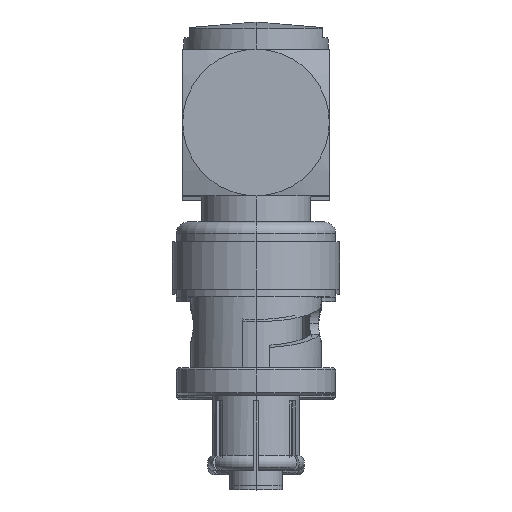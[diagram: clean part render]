
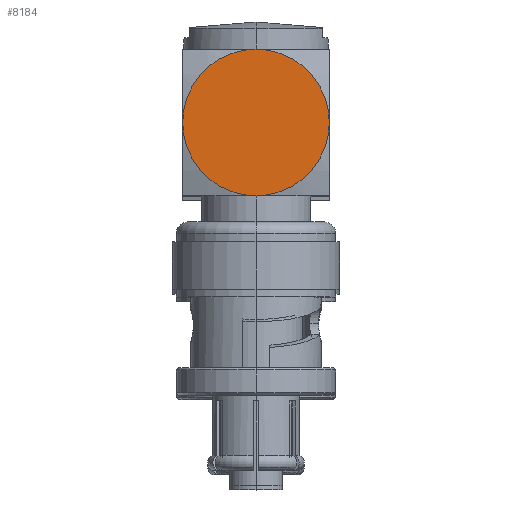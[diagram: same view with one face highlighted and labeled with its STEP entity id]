
A CAD part, top view. The second image highlights one B-rep face of the part: STEP entity #8184.
In plain terms, the highlighted face is planar.
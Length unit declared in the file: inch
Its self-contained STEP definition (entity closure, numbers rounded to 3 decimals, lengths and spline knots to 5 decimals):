
#18 = VERTEX_POINT ( 'NONE', #1820 ) ;
#120 = CARTESIAN_POINT ( 'NONE',  ( -0.25, 0., 0. ) ) ;
#516 = EDGE_CURVE ( 'NONE', #3663, #3781, #535, .T. ) ;
#535 = CIRCLE ( 'NONE', #7346, 0.25 ) ;
#692 = EDGE_CURVE ( 'NONE', #3781, #3927, #7776, .T. ) ;
#948 = ORIENTED_EDGE ( 'NONE', *, *, #1366, .T. ) ;
#1366 = EDGE_CURVE ( 'NONE', #3927, #18, #5198, .T. ) ;
#1538 = AXIS2_PLACEMENT_3D ( 'NONE', #6704, #7386, #2834 ) ;
#1820 = CARTESIAN_POINT ( 'NONE',  ( -0.25, 0., 0.25 ) ) ;
#1972 = CARTESIAN_POINT ( 'NONE',  ( -0.25, 0.25, -0.25 ) ) ;
#2082 = DIRECTION ( 'NONE',  ( -1., 0., 0. ) ) ;
#2445 = EDGE_LOOP ( 'NONE', ( #4424, #4578, #6738, #948 ) ) ;
#2748 = DIRECTION ( 'NONE',  ( -1., 0., 0. ) ) ;
#2834 = DIRECTION ( 'NONE',  ( 0., -1., 0. ) ) ;
#3310 = CARTESIAN_POINT ( 'NONE',  ( -0.25, 0., 0. ) ) ;
#3532 = CARTESIAN_POINT ( 'NONE',  ( -0.25, 0., -0.25 ) ) ;
#3663 = VERTEX_POINT ( 'NONE', #4031 ) ;
#3701 = EDGE_CURVE ( 'NONE', #18, #3663, #4639, .T. ) ;
#3713 = DIRECTION ( 'NONE',  ( 0., 0., 1. ) ) ;
#3743 = CARTESIAN_POINT ( 'NONE',  ( -0.25, -0.25, 0. ) ) ;
#3781 = VERTEX_POINT ( 'NONE', #3532 ) ;
#3810 = DIRECTION ( 'NONE',  ( -1., 0., 0. ) ) ;
#3828 = AXIS2_PLACEMENT_3D ( 'NONE', #3310, #2748, #5296 ) ;
#3878 = PLANE ( 'NONE',  #7616 ) ;
#3927 = VERTEX_POINT ( 'NONE', #3743 ) ;
#4031 = CARTESIAN_POINT ( 'NONE',  ( -0.25, 0.25, 0. ) ) ;
#4424 = ORIENTED_EDGE ( 'NONE', *, *, #3701, .T. ) ;
#4578 = ORIENTED_EDGE ( 'NONE', *, *, #516, .T. ) ;
#4639 = CIRCLE ( 'NONE', #5715, 0.25 ) ;
#5198 = CIRCLE ( 'NONE', #1538, 0.25 ) ;
#5221 = DIRECTION ( 'NONE',  ( 0., 0., 1. ) ) ;
#5296 = DIRECTION ( 'NONE',  ( 0., 0., -1. ) ) ;
#5715 = AXIS2_PLACEMENT_3D ( 'NONE', #120, #2082, #5221 ) ;
#6704 = CARTESIAN_POINT ( 'NONE',  ( -0.25, 0., 0. ) ) ;
#6738 = ORIENTED_EDGE ( 'NONE', *, *, #692, .T. ) ;
#7156 = DIRECTION ( 'NONE',  ( -1., 0., 0. ) ) ;
#7346 = AXIS2_PLACEMENT_3D ( 'NONE', #8207, #3810, #7639 ) ;
#7386 = DIRECTION ( 'NONE',  ( -1., 0., 0. ) ) ;
#7616 = AXIS2_PLACEMENT_3D ( 'NONE', #1972, #7156, #3713 ) ;
#7639 = DIRECTION ( 'NONE',  ( 0., 1., 0. ) ) ;
#7776 = CIRCLE ( 'NONE', #3828, 0.25 ) ;
#8184 = ADVANCED_FACE ( 'NONE', ( #8402 ), #3878, .T. ) ;
#8207 = CARTESIAN_POINT ( 'NONE',  ( -0.25, 0., 0. ) ) ;
#8402 = FACE_OUTER_BOUND ( 'NONE', #2445, .T. ) ;
